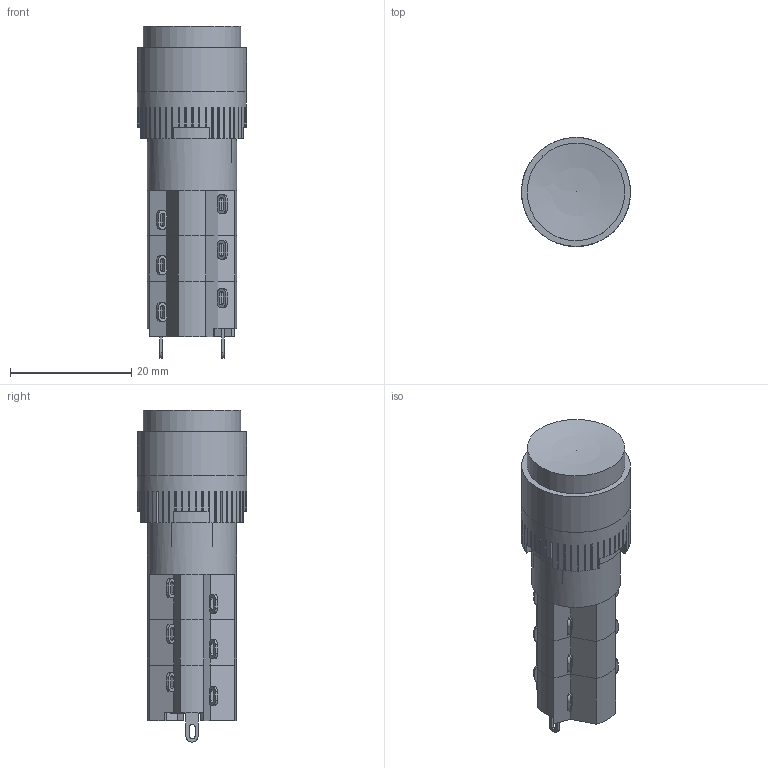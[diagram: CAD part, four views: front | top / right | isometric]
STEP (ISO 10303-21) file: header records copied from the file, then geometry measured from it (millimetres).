
FILE_DESCRIPTION(/* description */ (''),/* implementation_level */ '2;1');
FILE_NAME(/* name */ 'D16xxR13xxxxxxx.stp',/* time_stamp */ '2025-05-16T14:11:50-05:00',/* author */ ('mroman'),/* organization */ (''),/* preprocessor_version */ 'ST-DEVELOPER v18.1',/* originating_system */ 'Autodesk Inventor 2022',/* authorisation */ '');
FILE_SCHEMA (('AUTOMOTIVE_DESIGN { 1 0 10303 214 3 1 1 }'));
Length unit declared in the file: centimetre
Products named in the file (1): D16xxR13xxxxxxx
Bounding box: 18 x 18 x 54.8 mm (x, y, z)
Volume: 7081.9 mm3; surface area: 6951.3 mm2
Topology: 1 solids, 2 shells, 726 faces, 2071 edges, 1358 vertices
Faces by surface type: plane 513, cylinder 156, bspline 54, sphere 2, cone 1
Full cylindrical faces by diameter (mm): 3.2 x2, 3.5 x1, 8.4 x1, 14.4 x1, 14.524 x1, 14.7 x1, 16.1 x2, 18 x2
Entity records: 24107 total; most frequent: CARTESIAN_POINT 5012, ORIENTED_EDGE 4138, DIRECTION 3783, EDGE_CURVE 2069, LINE 1475, VECTOR 1475, VERTEX_POINT 1358, AXIS2_PLACEMENT_3D 1154
